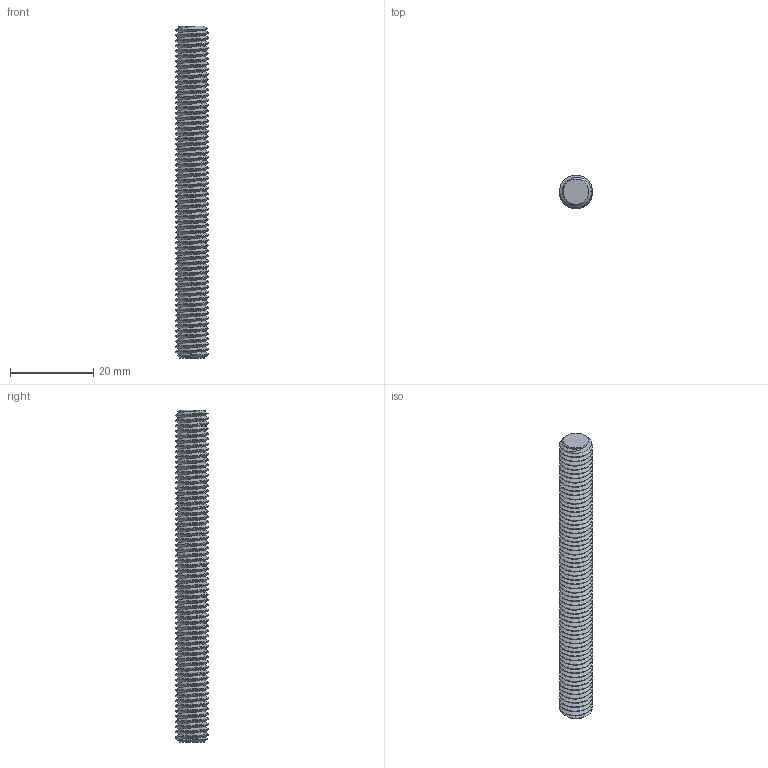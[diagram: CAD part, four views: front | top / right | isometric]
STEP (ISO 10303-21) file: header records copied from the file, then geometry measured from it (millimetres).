
FILE_DESCRIPTION (( 'STEP AP203' ), '1' );
FILE_NAME ('1078N152_Class 10.9 High-Strength Steel Threaded Rod.STEP', '2024-01-15T17:09:58', ( 'Administrator' ), ( 'Managed by Terraform' ), 'SwSTEP 2.0', 'SolidWorks 2017', '' );
FILE_SCHEMA (( 'CONFIG_CONTROL_DESIGN' ));
Length unit declared in the file: millimetre
Products named in the file (1): 1078N152_Class 10.9 High-Strength Steel Threaded Rod
Bounding box: 8 x 8 x 80 mm (x, y, z)
Volume: 3260.6 mm3; surface area: 3213 mm2
Topology: 1 solids, 1 shells, 154 faces, 442 edges, 290 vertices
Faces by surface type: cylinder 126, bspline 21, cone 4, plane 3
Entity records: 15554 total; most frequent: CARTESIAN_POINT 12373, ORIENTED_EDGE 884, EDGE_CURVE 442, DIRECTION 432, VERTEX_POINT 290, FACE_OUTER_BOUND 154, ADVANCED_FACE 154, EDGE_LOOP 154
